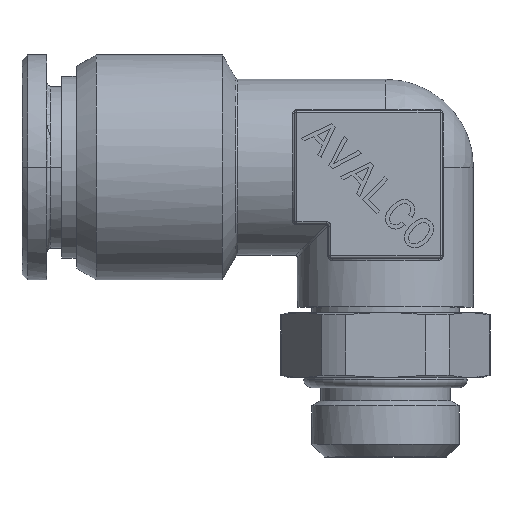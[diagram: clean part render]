
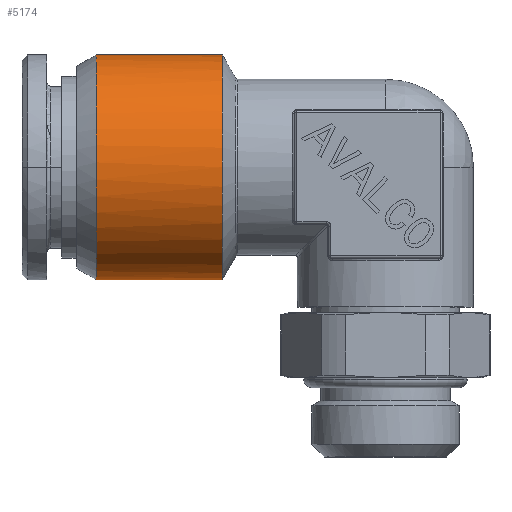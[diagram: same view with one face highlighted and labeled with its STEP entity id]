
A CAD part, top view. The second image highlights one B-rep face of the part: STEP entity #5174.
In plain terms, the highlighted cylindrical face has radius 9.9 mm (diameter 19.8 mm), a partial arc.
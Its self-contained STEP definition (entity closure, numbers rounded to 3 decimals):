
#5014=CARTESIAN_POINT('Vertex',(-14.365,9.9,0.)) ;
#5021=CARTESIAN_POINT('Vertex',(-14.365,-9.9,0.)) ;
#5042=CARTESIAN_POINT('Axis2P3D Location',(-14.365,0.,0.)) ;
#5120=CARTESIAN_POINT('Line Origine',(-27.842,-9.9,0.)) ;
#5124=CARTESIAN_POINT('Vertex',(-25.461,-9.9,0.)) ;
#5131=CARTESIAN_POINT('Vertex',(-25.461,9.9,0.)) ;
#5134=CARTESIAN_POINT('Line Origine',(-27.842,9.9,0.)) ;
#5146=CARTESIAN_POINT('Axis2P3D Location',(-27.842,0.,0.)) ;
#5152=CARTESIAN_POINT('Control Point',(-25.461,9.9,0.)) ;
#5153=CARTESIAN_POINT('Control Point',(-25.461,9.9,1.555)) ;
#5154=CARTESIAN_POINT('Control Point',(-25.461,9.595,3.11)) ;
#5155=CARTESIAN_POINT('Control Point',(-25.461,8.984,4.585)) ;
#5156=CARTESIAN_POINT('Control Point',(-25.461,7.216,7.216)) ;
#5157=CARTESIAN_POINT('Control Point',(-25.461,4.585,8.984)) ;
#5158=CARTESIAN_POINT('Control Point',(-25.461,3.11,9.595)) ;
#5159=CARTESIAN_POINT('Control Point',(-25.461,0.,10.205)) ;
#5160=CARTESIAN_POINT('Control Point',(-25.461,-3.11,9.595)) ;
#5161=CARTESIAN_POINT('Control Point',(-25.461,-4.585,8.984)) ;
#5162=CARTESIAN_POINT('Control Point',(-25.461,-7.216,7.216)) ;
#5163=CARTESIAN_POINT('Control Point',(-25.461,-8.984,4.585)) ;
#5164=CARTESIAN_POINT('Control Point',(-25.461,-9.595,3.11)) ;
#5165=CARTESIAN_POINT('Control Point',(-25.461,-9.9,1.555)) ;
#5166=CARTESIAN_POINT('Control Point',(-25.461,-9.9,0.)) ;
#5043=DIRECTION('Axis2P3D Direction',(-1.,0.,0.)) ;
#5121=DIRECTION('Vector Direction',(1.,0.,0.)) ;
#5135=DIRECTION('Vector Direction',(1.,0.,0.)) ;
#5147=DIRECTION('Axis2P3D Direction',(1.,0.,0.)) ;
#5148=DIRECTION('Axis2P3D XDirection',(0.,1.,0.)) ;
#5044=AXIS2_PLACEMENT_3D('Circle Axis2P3D',#5042,#5043,$) ;
#5149=AXIS2_PLACEMENT_3D('Cylinder Axis2P3D',#5146,#5147,#5148) ;
#5169=ORIENTED_EDGE('',*,*,#5138,.F.) ;
#5170=ORIENTED_EDGE('',*,*,#5167,.T.) ;
#5171=ORIENTED_EDGE('',*,*,#5126,.T.) ;
#5172=ORIENTED_EDGE('',*,*,#5046,.F.) ;
#5122=VECTOR('Line Direction',#5121,1.) ;
#5136=VECTOR('Line Direction',#5135,1.) ;
#5174=ADVANCED_FACE('PR507B-12G14',(#5173),#5150,.T.) ;
#5151=B_SPLINE_CURVE_WITH_KNOTS('',5,(#5152,#5153,#5154,#5155,#5156,#5157,#5158,#5159,#5160,#5161,#5162,#5163,#5164,#5165,#5166),.UNSPECIFIED.,.F.,.U.,(6,3,3,3,6),(-15.551,-7.775,0.,7.775,15.551),.UNSPECIFIED.) ;
#5045=CIRCLE('generated circle',#5044,9.9) ;
#5150=CYLINDRICAL_SURFACE('generated cylinder',#5149,9.9) ;
#5046=EDGE_CURVE('',#5015,#5022,#5045,.F.) ;
#5126=EDGE_CURVE('',#5125,#5022,#5123,.T.) ;
#5138=EDGE_CURVE('',#5132,#5015,#5137,.T.) ;
#5167=EDGE_CURVE('',#5132,#5125,#5151,.T.) ;
#5168=EDGE_LOOP('',(#5169,#5170,#5171,#5172)) ;
#5173=FACE_OUTER_BOUND('',#5168,.T.) ;
#5123=LINE('Line',#5120,#5122) ;
#5137=LINE('Line',#5134,#5136) ;
#5015=VERTEX_POINT('',#5014) ;
#5022=VERTEX_POINT('',#5021) ;
#5125=VERTEX_POINT('',#5124) ;
#5132=VERTEX_POINT('',#5131) ;
